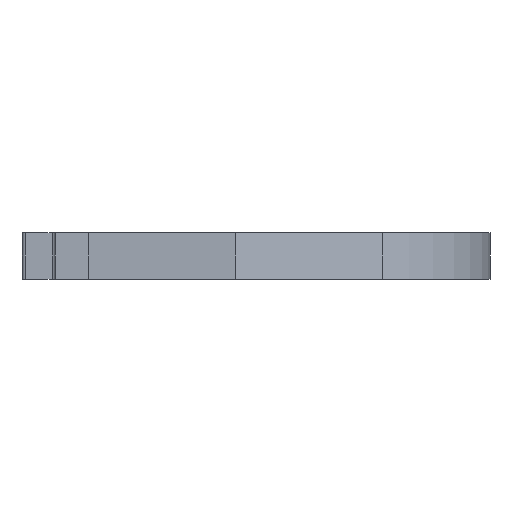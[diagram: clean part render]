
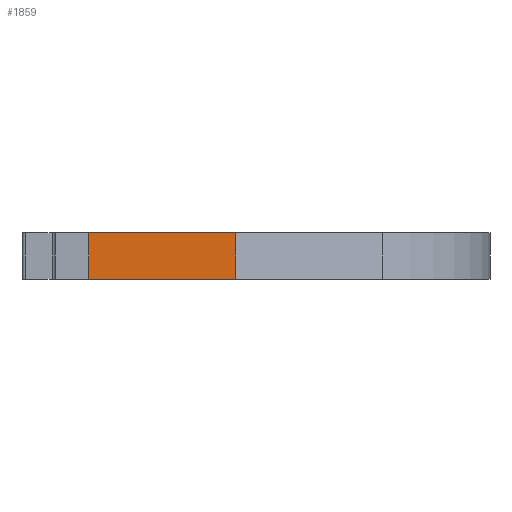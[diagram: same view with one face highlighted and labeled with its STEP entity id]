
A CAD part, front view. The second image highlights one B-rep face of the part: STEP entity #1859.
In plain terms, the highlighted planar face has unit normal (0, -1, 0).
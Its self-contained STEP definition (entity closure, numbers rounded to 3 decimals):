
#1=DIRECTION('',(0.,0.,1.));
#2=VECTOR('',#1,14.);
#3=CARTESIAN_POINT('',(-21.043,-70.,3.));
#4=LINE('',#3,#2);
#13=DIRECTION('',(0.,0.,1.));
#14=VECTOR('',#13,14.);
#15=CARTESIAN_POINT('',(-65.,-70.,3.));
#16=LINE('',#15,#14);
#31=DIRECTION('',(1.,0.,0.));
#32=VECTOR('',#31,43.957);
#33=CARTESIAN_POINT('',(-65.,-70.,3.));
#34=LINE('',#33,#32);
#430=DIRECTION('',(1.,0.,0.));
#431=VECTOR('',#430,43.957);
#432=CARTESIAN_POINT('',(-65.,-70.,17.));
#433=LINE('',#432,#431);
#1433=CARTESIAN_POINT('',(-21.043,-70.,3.));
#1434=CARTESIAN_POINT('',(-21.043,-70.,17.));
#1435=VERTEX_POINT('',#1433);
#1436=VERTEX_POINT('',#1434);
#1437=CARTESIAN_POINT('',(-65.,-70.,3.));
#1438=VERTEX_POINT('',#1437);
#1439=CARTESIAN_POINT('',(-65.,-70.,17.));
#1440=VERTEX_POINT('',#1439);
#1845=CARTESIAN_POINT('',(-65.,-70.,3.));
#1846=DIRECTION('',(0.,1.,0.));
#1847=DIRECTION('',(1.,0.,0.));
#1848=AXIS2_PLACEMENT_3D('',#1845,#1846,#1847);
#1849=PLANE('',#1848);
#1850=ORIENTED_EDGE('',*,*,#1834,.F.);
#1852=ORIENTED_EDGE('',*,*,#1851,.F.);
#1854=ORIENTED_EDGE('',*,*,#1853,.T.);
#1856=ORIENTED_EDGE('',*,*,#1855,.T.);
#1857=EDGE_LOOP('',(#1850,#1852,#1854,#1856));
#1858=FACE_OUTER_BOUND('',#1857,.F.);
#1859=ADVANCED_FACE('',(#1858),#1849,.F.);
#1834=EDGE_CURVE('',#1435,#1436,#4,.T.);
#1851=EDGE_CURVE('',#1438,#1435,#34,.T.);
#1853=EDGE_CURVE('',#1438,#1440,#16,.T.);
#1855=EDGE_CURVE('',#1440,#1436,#433,.T.);
